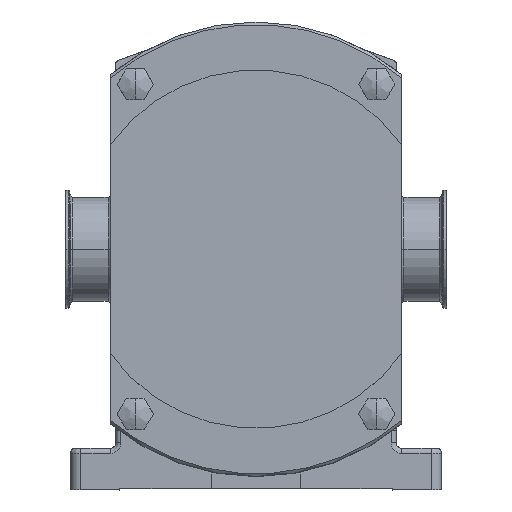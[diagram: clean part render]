
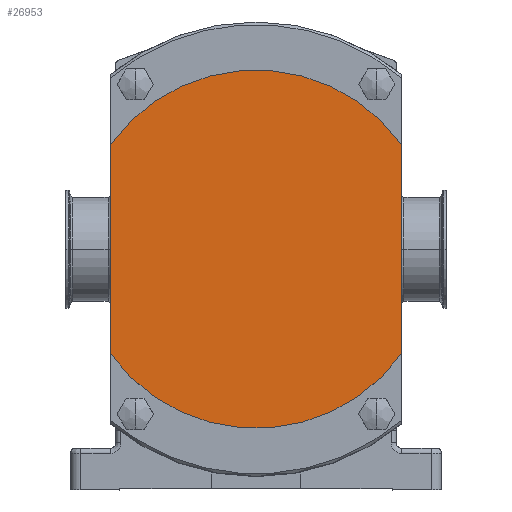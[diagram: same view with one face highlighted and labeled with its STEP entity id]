
A CAD part, top view. The second image highlights one B-rep face of the part: STEP entity #26953.
In plain terms, the highlighted planar face has unit normal (0, 0, 1).
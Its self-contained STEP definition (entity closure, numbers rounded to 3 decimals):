
#8830=CARTESIAN_POINT('',(0.,0.,134.035));
#8831=DIRECTION('',(0.,0.,1.));
#8832=DIRECTION('',(0.812,0.584,0.));
#8833=AXIS2_PLACEMENT_3D('',#8830,#8831,#8832);
#8835=DIRECTION('',(0.,1.,0.));
#8836=VECTOR('',#8835,161.245);
#8837=CARTESIAN_POINT('',(112.,-80.623,134.035));
#8838=LINE('',#8837,#8836);
#8839=CARTESIAN_POINT('',(0.,0.,134.035));
#8840=DIRECTION('',(0.,0.,1.));
#8841=DIRECTION('',(-0.812,-0.584,0.));
#8842=AXIS2_PLACEMENT_3D('',#8839,#8840,#8841);
#8844=DIRECTION('',(0.,-1.,0.));
#8845=VECTOR('',#8844,161.245);
#8846=CARTESIAN_POINT('',(-112.,80.623,134.035));
#8847=LINE('',#8846,#8845);
#14469=CARTESIAN_POINT('',(112.,80.623,134.035));
#14470=CARTESIAN_POINT('',(-112.,80.623,134.035));
#14471=VERTEX_POINT('',#14469);
#14472=VERTEX_POINT('',#14470);
#14473=CARTESIAN_POINT('',(-112.,-80.623,134.035));
#14474=CARTESIAN_POINT('',(112.,-80.623,134.035));
#14475=VERTEX_POINT('',#14473);
#14476=VERTEX_POINT('',#14474);
#26941=CARTESIAN_POINT('',(0.,0.,134.035));
#26942=DIRECTION('',(0.,0.,1.));
#26943=DIRECTION('',(1.,0.,0.));
#26944=AXIS2_PLACEMENT_3D('',#26941,#26942,#26943);
#26945=PLANE('',#26944);
#26946=ORIENTED_EDGE('',*,*,#26933,.F.);
#26947=ORIENTED_EDGE('',*,*,#26753,.F.);
#26949=ORIENTED_EDGE('',*,*,#26948,.F.);
#26950=ORIENTED_EDGE('',*,*,#26826,.F.);
#26951=EDGE_LOOP('',(#26946,#26947,#26949,#26950));
#26952=FACE_OUTER_BOUND('',#26951,.F.);
#26953=ADVANCED_FACE('',(#26952),#26945,.T.);
#8834=CIRCLE('',#8833,138.);
#8843=CIRCLE('',#8842,138.);
#26753=EDGE_CURVE('',#14476,#14471,#8838,.T.);
#26826=EDGE_CURVE('',#14472,#14475,#8847,.T.);
#26933=EDGE_CURVE('',#14471,#14472,#8834,.T.);
#26948=EDGE_CURVE('',#14475,#14476,#8843,.T.);
